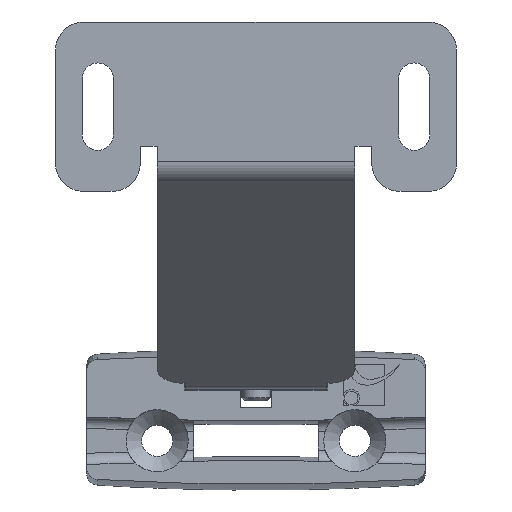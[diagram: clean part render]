
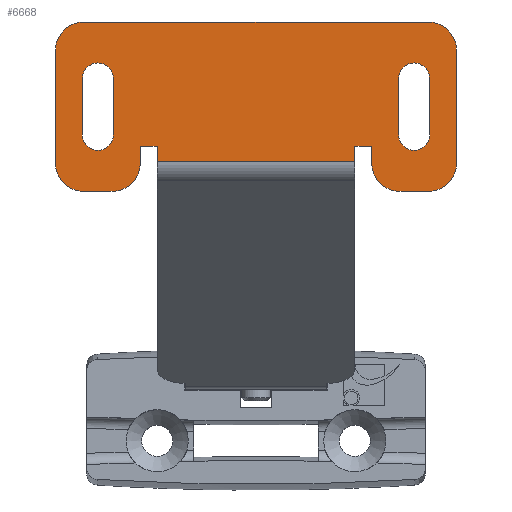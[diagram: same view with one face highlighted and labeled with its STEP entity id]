
A CAD part, top view. The second image highlights one B-rep face of the part: STEP entity #6668.
In plain terms, the highlighted planar face has unit normal (0, 0, 1).
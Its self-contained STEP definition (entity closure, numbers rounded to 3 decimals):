
#245=FACE_BOUND('',#971,.T.);
#246=FACE_BOUND('',#972,.T.);
#311=PLANE('',#7187);
#594=FACE_OUTER_BOUND('',#970,.T.);
#970=EDGE_LOOP('',(#4804,#4805,#4806,#4807,#4808,#4809,#4810,#4811,#4812,
#4813,#4814,#4815,#4816,#4817,#4818,#4819,#4820,#4821));
#971=EDGE_LOOP('',(#4822,#4823,#4824,#4825));
#972=EDGE_LOOP('',(#4826,#4827,#4828,#4829));
#1360=LINE('',#9411,#2080);
#1379=LINE('',#9469,#2099);
#1382=LINE('',#9478,#2102);
#1387=LINE('',#9491,#2107);
#1389=LINE('',#9497,#2109);
#1398=LINE('',#9532,#2118);
#1400=LINE('',#9536,#2120);
#1403=LINE('',#9545,#2123);
#1406=LINE('',#9552,#2126);
#1409=LINE('',#9561,#2129);
#1412=LINE('',#9568,#2132);
#1413=LINE('',#9570,#2133);
#1414=LINE('',#9573,#2134);
#1416=LINE('',#9576,#2136);
#1417=LINE('',#9579,#2137);
#1419=LINE('',#9582,#2139);
#2080=VECTOR('',#7683,10.);
#2099=VECTOR('',#7728,10.);
#2102=VECTOR('',#7737,10.);
#2107=VECTOR('',#7752,10.);
#2109=VECTOR('',#7760,10.);
#2118=VECTOR('',#7813,10.);
#2120=VECTOR('',#7817,10.);
#2123=VECTOR('',#7826,10.);
#2126=VECTOR('',#7835,10.);
#2129=VECTOR('',#7844,10.);
#2132=VECTOR('',#7853,10.);
#2133=VECTOR('',#7856,10.);
#2134=VECTOR('',#7859,10.);
#2136=VECTOR('',#7863,10.);
#2137=VECTOR('',#7866,10.);
#2139=VECTOR('',#7870,10.);
#2777=CIRCLE('',#7120,5.);
#2788=CIRCLE('',#7134,5.);
#2789=CIRCLE('',#7137,5.);
#2790=CIRCLE('',#7140,5.);
#2791=CIRCLE('',#7142,5.);
#2792=CIRCLE('',#7145,5.);
#2802=CIRCLE('',#7171,2.75);
#2803=CIRCLE('',#7174,2.75);
#2804=CIRCLE('',#7177,2.75);
#2805=CIRCLE('',#7180,2.75);
#2937=VERTEX_POINT('',#9398);
#2938=VERTEX_POINT('',#9399);
#2942=VERTEX_POINT('',#9409);
#2966=VERTEX_POINT('',#9461);
#2967=VERTEX_POINT('',#9462);
#2968=VERTEX_POINT('',#9467);
#2969=VERTEX_POINT('',#9471);
#2970=VERTEX_POINT('',#9472);
#2971=VERTEX_POINT('',#9477);
#2972=VERTEX_POINT('',#9483);
#2973=VERTEX_POINT('',#9484);
#2974=VERTEX_POINT('',#9489);
#2975=VERTEX_POINT('',#9493);
#2978=VERTEX_POINT('',#9524);
#2979=VERTEX_POINT('',#9528);
#2980=VERTEX_POINT('',#9534);
#2981=VERTEX_POINT('',#9538);
#2982=VERTEX_POINT('',#9539);
#2983=VERTEX_POINT('',#9544);
#2984=VERTEX_POINT('',#9548);
#2985=VERTEX_POINT('',#9554);
#2986=VERTEX_POINT('',#9555);
#2987=VERTEX_POINT('',#9560);
#2988=VERTEX_POINT('',#9564);
#2989=VERTEX_POINT('',#9572);
#2990=VERTEX_POINT('',#9578);
#3604=EDGE_CURVE('',#2937,#2938,#2777,.T.);
#3610=EDGE_CURVE('',#2942,#2937,#1360,.T.);
#3635=EDGE_CURVE('',#2966,#2967,#2788,.T.);
#3639=EDGE_CURVE('',#2968,#2966,#1379,.T.);
#3640=EDGE_CURVE('',#2969,#2970,#2789,.T.);
#3643=EDGE_CURVE('',#2970,#2971,#1382,.T.);
#3645=EDGE_CURVE('',#2971,#2942,#2790,.T.);
#3646=EDGE_CURVE('',#2972,#2973,#2791,.T.);
#3650=EDGE_CURVE('',#2974,#2972,#1387,.T.);
#3651=EDGE_CURVE('',#2975,#2974,#2792,.T.);
#3653=EDGE_CURVE('',#2967,#2975,#1389,.T.);
#3671=EDGE_CURVE('',#2978,#2979,#1398,.T.);
#3673=EDGE_CURVE('',#2980,#2979,#1400,.T.);
#3674=EDGE_CURVE('',#2981,#2982,#2802,.T.);
#3677=EDGE_CURVE('',#2982,#2983,#1403,.T.);
#3679=EDGE_CURVE('',#2983,#2984,#2803,.T.);
#3681=EDGE_CURVE('',#2984,#2981,#1406,.T.);
#3682=EDGE_CURVE('',#2985,#2986,#2804,.T.);
#3685=EDGE_CURVE('',#2986,#2987,#1409,.T.);
#3687=EDGE_CURVE('',#2987,#2988,#2805,.T.);
#3689=EDGE_CURVE('',#2988,#2985,#1412,.T.);
#3690=EDGE_CURVE('',#2973,#2969,#1413,.T.);
#3691=EDGE_CURVE('',#2938,#2989,#1414,.T.);
#3693=EDGE_CURVE('',#2989,#2980,#1416,.T.);
#3694=EDGE_CURVE('',#2978,#2990,#1417,.T.);
#3696=EDGE_CURVE('',#2990,#2968,#1419,.T.);
#4804=ORIENTED_EDGE('',*,*,#3604,.F.);
#4805=ORIENTED_EDGE('',*,*,#3610,.F.);
#4806=ORIENTED_EDGE('',*,*,#3645,.F.);
#4807=ORIENTED_EDGE('',*,*,#3643,.F.);
#4808=ORIENTED_EDGE('',*,*,#3640,.F.);
#4809=ORIENTED_EDGE('',*,*,#3690,.F.);
#4810=ORIENTED_EDGE('',*,*,#3646,.F.);
#4811=ORIENTED_EDGE('',*,*,#3650,.F.);
#4812=ORIENTED_EDGE('',*,*,#3651,.F.);
#4813=ORIENTED_EDGE('',*,*,#3653,.F.);
#4814=ORIENTED_EDGE('',*,*,#3635,.F.);
#4815=ORIENTED_EDGE('',*,*,#3639,.F.);
#4816=ORIENTED_EDGE('',*,*,#3696,.F.);
#4817=ORIENTED_EDGE('',*,*,#3694,.F.);
#4818=ORIENTED_EDGE('',*,*,#3671,.T.);
#4819=ORIENTED_EDGE('',*,*,#3673,.F.);
#4820=ORIENTED_EDGE('',*,*,#3693,.F.);
#4821=ORIENTED_EDGE('',*,*,#3691,.F.);
#4822=ORIENTED_EDGE('',*,*,#3674,.T.);
#4823=ORIENTED_EDGE('',*,*,#3677,.T.);
#4824=ORIENTED_EDGE('',*,*,#3679,.T.);
#4825=ORIENTED_EDGE('',*,*,#3681,.T.);
#4826=ORIENTED_EDGE('',*,*,#3682,.T.);
#4827=ORIENTED_EDGE('',*,*,#3685,.T.);
#4828=ORIENTED_EDGE('',*,*,#3687,.T.);
#4829=ORIENTED_EDGE('',*,*,#3689,.T.);
#6668=ADVANCED_FACE('',(#594,#245,#246),#311,.T.);
#7120=AXIS2_PLACEMENT_3D('',#9400,#7673,#7674);
#7134=AXIS2_PLACEMENT_3D('',#9463,#7721,#7722);
#7137=AXIS2_PLACEMENT_3D('',#9473,#7731,#7732);
#7140=AXIS2_PLACEMENT_3D('',#9481,#7741,#7742);
#7142=AXIS2_PLACEMENT_3D('',#9485,#7745,#7746);
#7145=AXIS2_PLACEMENT_3D('',#9494,#7755,#7756);
#7171=AXIS2_PLACEMENT_3D('',#9540,#7820,#7821);
#7174=AXIS2_PLACEMENT_3D('',#9549,#7830,#7831);
#7177=AXIS2_PLACEMENT_3D('',#9556,#7838,#7839);
#7180=AXIS2_PLACEMENT_3D('',#9565,#7848,#7849);
#7187=AXIS2_PLACEMENT_3D('',#9583,#7871,#7872);
#7673=DIRECTION('center_axis',(0.,0.,-1.));
#7674=DIRECTION('ref_axis',(-0.707,-0.707,0.));
#7683=DIRECTION('',(-1.,0.,0.));
#7721=DIRECTION('center_axis',(0.,0.,-1.));
#7722=DIRECTION('ref_axis',(0.707,-0.707,0.));
#7728=DIRECTION('',(0.,-1.,0.));
#7731=DIRECTION('center_axis',(0.,0.,-1.));
#7732=DIRECTION('ref_axis',(0.707,0.707,0.));
#7737=DIRECTION('',(0.,-1.,0.));
#7741=DIRECTION('center_axis',(0.,0.,-1.));
#7742=DIRECTION('ref_axis',(0.707,-0.707,0.));
#7745=DIRECTION('center_axis',(0.,0.,-1.));
#7746=DIRECTION('ref_axis',(-0.707,0.707,0.));
#7752=DIRECTION('',(0.,1.,0.));
#7755=DIRECTION('center_axis',(0.,0.,-1.));
#7756=DIRECTION('ref_axis',(-0.707,-0.707,0.));
#7760=DIRECTION('',(-1.,0.,0.));
#7813=DIRECTION('',(1.,0.,0.));
#7817=DIRECTION('',(0.,-1.,0.));
#7820=DIRECTION('center_axis',(0.,0.,-1.));
#7821=DIRECTION('ref_axis',(1.,0.,0.));
#7826=DIRECTION('',(0.,-1.,0.));
#7830=DIRECTION('center_axis',(0.,0.,-1.));
#7831=DIRECTION('ref_axis',(-1.,0.,0.));
#7835=DIRECTION('',(0.,1.,0.));
#7838=DIRECTION('center_axis',(0.,0.,-1.));
#7839=DIRECTION('ref_axis',(1.,0.,0.));
#7844=DIRECTION('',(0.,1.,0.));
#7848=DIRECTION('center_axis',(0.,0.,-1.));
#7849=DIRECTION('ref_axis',(-1.,0.,0.));
#7853=DIRECTION('',(0.,-1.,0.));
#7856=DIRECTION('',(1.,0.,0.));
#7859=DIRECTION('',(0.,1.,0.));
#7863=DIRECTION('',(-1.,0.,0.));
#7866=DIRECTION('',(0.,1.,0.));
#7870=DIRECTION('',(-1.,0.,0.));
#7871=DIRECTION('center_axis',(0.,0.,1.));
#7872=DIRECTION('ref_axis',(1.,0.,0.));
#9398=CARTESIAN_POINT('',(25.5,-15.,2.));
#9399=CARTESIAN_POINT('',(20.5,-10.,2.));
#9400=CARTESIAN_POINT('Origin',(25.5,-10.,2.));
#9409=CARTESIAN_POINT('',(30.5,-15.,2.));
#9411=CARTESIAN_POINT('',(35.5,-15.,2.));
#9461=CARTESIAN_POINT('',(-20.5,-10.,2.));
#9462=CARTESIAN_POINT('',(-25.5,-15.,2.));
#9463=CARTESIAN_POINT('Origin',(-25.5,-10.,2.));
#9467=CARTESIAN_POINT('',(-20.5,-7.,2.));
#9469=CARTESIAN_POINT('',(-20.5,-7.,2.));
#9471=CARTESIAN_POINT('',(30.5,15.,2.));
#9472=CARTESIAN_POINT('',(35.5,10.,2.));
#9473=CARTESIAN_POINT('Origin',(30.5,10.,2.));
#9477=CARTESIAN_POINT('',(35.5,-10.,2.));
#9478=CARTESIAN_POINT('',(35.5,15.,2.));
#9481=CARTESIAN_POINT('Origin',(30.5,-10.,2.));
#9483=CARTESIAN_POINT('',(-35.5,10.,2.));
#9484=CARTESIAN_POINT('',(-30.5,15.,2.));
#9485=CARTESIAN_POINT('Origin',(-30.5,10.,2.));
#9489=CARTESIAN_POINT('',(-35.5,-10.,2.));
#9491=CARTESIAN_POINT('',(-35.5,-15.,2.));
#9493=CARTESIAN_POINT('',(-30.5,-15.,2.));
#9494=CARTESIAN_POINT('Origin',(-30.5,-10.,2.));
#9497=CARTESIAN_POINT('',(-20.5,-15.,2.));
#9524=CARTESIAN_POINT('',(-17.5,-9.667,2.));
#9528=CARTESIAN_POINT('',(17.5,-9.667,2.));
#9532=CARTESIAN_POINT('',(8.75,-9.667,2.));
#9534=CARTESIAN_POINT('',(17.5,-7.,2.));
#9536=CARTESIAN_POINT('',(17.5,-7.,2.));
#9538=CARTESIAN_POINT('',(-30.75,5.,2.));
#9539=CARTESIAN_POINT('',(-25.25,5.,2.));
#9540=CARTESIAN_POINT('Origin',(-28.,5.,2.));
#9544=CARTESIAN_POINT('',(-25.25,-5.,2.));
#9545=CARTESIAN_POINT('',(-25.25,2.241,2.));
#9548=CARTESIAN_POINT('',(-30.75,-5.,2.));
#9549=CARTESIAN_POINT('Origin',(-28.,-5.,2.));
#9552=CARTESIAN_POINT('',(-30.75,-2.759,2.));
#9554=CARTESIAN_POINT('',(30.75,-5.,2.));
#9555=CARTESIAN_POINT('',(25.25,-5.,2.));
#9556=CARTESIAN_POINT('Origin',(28.,-5.,2.));
#9560=CARTESIAN_POINT('',(25.25,5.,2.));
#9561=CARTESIAN_POINT('',(25.25,-2.759,2.));
#9564=CARTESIAN_POINT('',(30.75,5.,2.));
#9565=CARTESIAN_POINT('Origin',(28.,5.,2.));
#9568=CARTESIAN_POINT('',(30.75,2.241,2.));
#9570=CARTESIAN_POINT('',(-35.5,15.,2.));
#9572=CARTESIAN_POINT('',(20.5,-7.,2.));
#9573=CARTESIAN_POINT('',(20.5,-15.,2.));
#9576=CARTESIAN_POINT('',(20.5,-7.,2.));
#9578=CARTESIAN_POINT('',(-17.5,-7.,2.));
#9579=CARTESIAN_POINT('',(-17.5,-12.,2.));
#9582=CARTESIAN_POINT('',(-17.5,-7.,2.));
#9583=CARTESIAN_POINT('Origin',(0.,-0.518,
2.));
